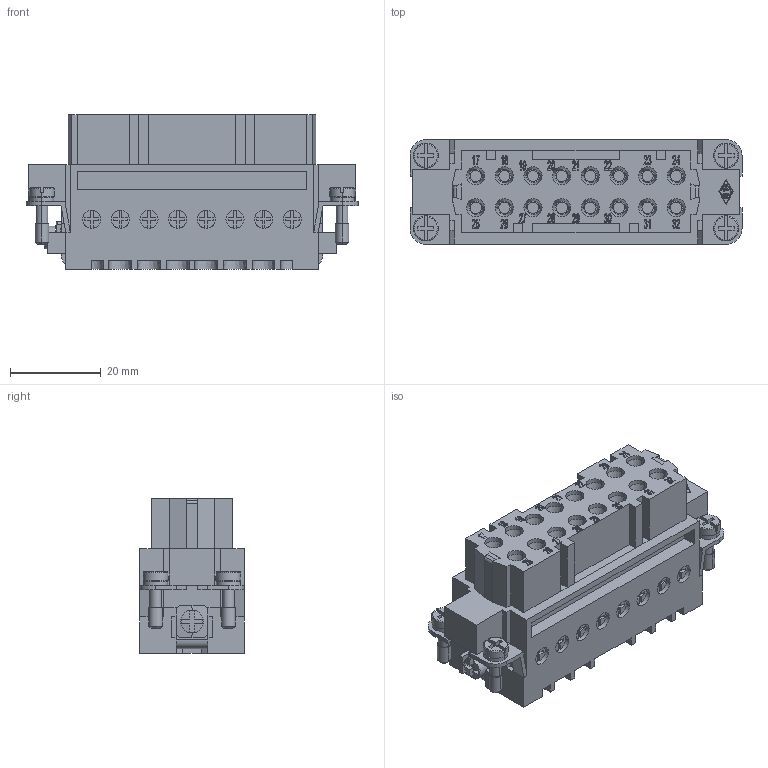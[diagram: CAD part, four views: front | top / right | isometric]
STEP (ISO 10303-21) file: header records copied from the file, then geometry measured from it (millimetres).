
FILE_DESCRIPTION((''),'2;1');
FILE_NAME('CDAF 16 N.stp','2006-11-09T09:49:40',('gembarski'),(''),'Autodesk Inventor 7','Autodesk Inventor 7','');
FILE_SCHEMA(('AUTOMOTIVE_DESIGN { 1 0 10303 214 1 1 1 1 }'));
Length unit declared in the file: millimetre
Products named in the file (1): CDAF 16 N
Bounding box: 73 x 23 x 34.01 mm (x, y, z)
Volume: 33038 mm3; surface area: 26394.1 mm2
Topology: 17 solids, 17 shells, 2171 faces, 5726 edges, 3763 vertices
Faces by surface type: bspline 1098, plane 841, cylinder 200, cone 20, torus 8, sphere 4
Entity records: 74222 total; most frequent: CARTESIAN_POINT 25165, ORIENTED_EDGE 11456, DIRECTION 7725, EDGE_CURVE 5728, VERTEX_POINT 3763, VECTOR 3591, LINE 3591, EDGE_LOOP 2391
